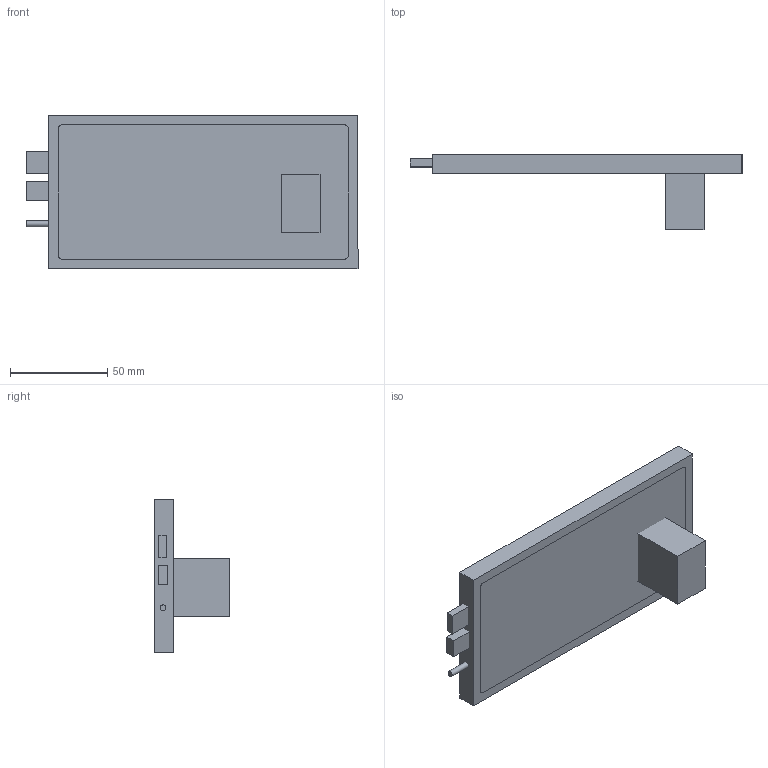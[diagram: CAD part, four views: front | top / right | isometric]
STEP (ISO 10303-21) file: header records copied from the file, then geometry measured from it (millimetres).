
FILE_DESCRIPTION(/* description */ (''),/* implementation_level */ '2;1');
FILE_NAME(/* name */ 's7edge.stp',/* time_stamp */ '2021-10-12T21:21:06+01:00',/* author */ (''),/* organization */ (''),/* preprocessor_version */ 'ST-DEVELOPER v18.1',/* originating_system */ 'Autodesk Translation Framework v10.10.0.1391',/* authorisation */ '');
FILE_SCHEMA (('AUTOMOTIVE_DESIGN { 1 0 10303 214 3 1 1 }'));
Length unit declared in the file: millimetre
Products named in the file (1): s7edge
Bounding box: 170.51 x 38.78 x 79 mm (x, y, z)
Volume: 155320.5 mm3; surface area: 61275.9 mm2
Topology: 2 solids, 2 shells, 63 faces, 165 edges, 110 vertices
Faces by surface type: plane 38, cylinder 17, torus 8
Full cylindrical faces by diameter (mm): 3 x1
Entity records: 2013 total; most frequent: CARTESIAN_POINT 365, DIRECTION 351, ORIENTED_EDGE 330, EDGE_CURVE 165, AXIS2_PLACEMENT_3D 124, VERTEX_POINT 110, LINE 103, VECTOR 103
